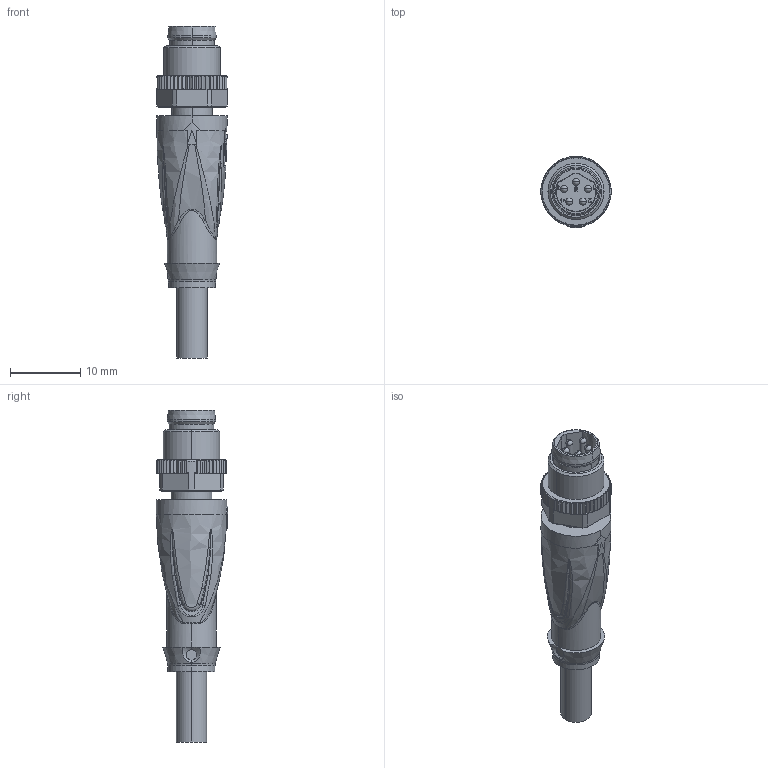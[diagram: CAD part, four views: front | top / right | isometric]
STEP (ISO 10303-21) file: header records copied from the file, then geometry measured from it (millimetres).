
FILE_DESCRIPTION((''),'2;1');
FILE_NAME('CAD-7078_SW0001','2020-10-28T11:37:12',('creinig-se'),(''),'CREO PARAMETRIC BY PTC INC, 2019292','CREO PARAMETRIC BY PTC INC, 2019292','');
FILE_SCHEMA(('CONFIG_CONTROL_DESIGN','SHAPE_APPEARANCE_LAYERS_GROUPS'));
Length unit declared in the file: millimetre
Products named in the file (1): CAD-7078_SW0001
Bounding box: 10 x 10.15 x 47.3 mm (x, y, z)
Volume: 2101.9 mm3; surface area: 1871.8 mm2
Topology: 1 solids, 1 shells, 675 faces, 1862 edges, 1206 vertices
Faces by surface type: plane 327, bspline 97, cylinder 83, torus 80, cone 62, extrusion 16, sphere 10
Entity records: 32510 total; most frequent: CARTESIAN_POINT 15159, ORIENTED_EDGE 3698, DIRECTION 2926, EDGE_CURVE 1849, VERTEX_POINT 1200, AXIS2_PLACEMENT_3D 981, VECTOR 964, LINE 948
